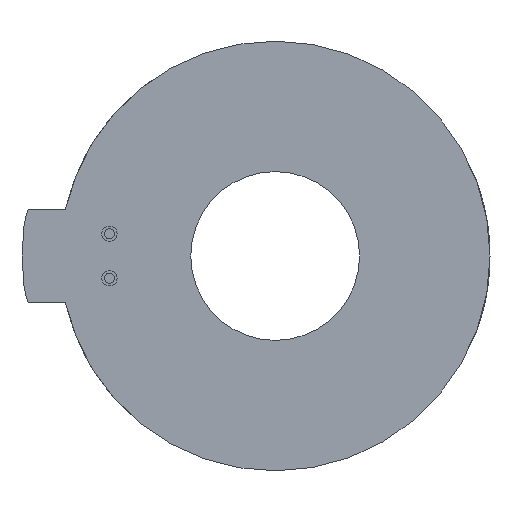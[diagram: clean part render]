
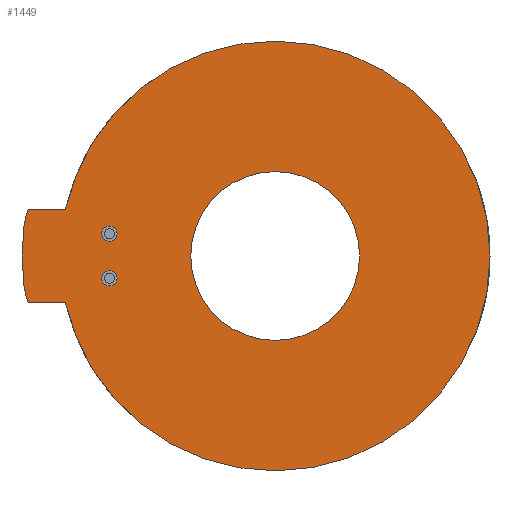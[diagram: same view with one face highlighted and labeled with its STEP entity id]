
A CAD part, front view. The second image highlights one B-rep face of the part: STEP entity #1449.
In plain terms, the highlighted planar face has unit normal (0, -1, 0).
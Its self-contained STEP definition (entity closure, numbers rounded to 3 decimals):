
#70 = CARTESIAN_POINT ( 'NONE',  ( 0., -5.25, 0. ) ) ;
#94 = CARTESIAN_POINT ( 'NONE',  ( 0., -5.25, 0. ) ) ;
#98 = CIRCLE ( 'NONE', #1606, 0.5 ) ;
#213 = PLANE ( 'NONE',  #1477 ) ;
#244 = CARTESIAN_POINT ( 'NONE',  ( -10.805, -5.25, -1.45 ) ) ;
#247 = VERTEX_POINT ( 'NONE', #1204 ) ;
#263 = EDGE_CURVE ( 'NONE', #1257, #735, #436, .T. ) ;
#286 = DIRECTION ( 'NONE',  ( 0., 1., 0. ) ) ;
#305 = DIRECTION ( 'NONE',  ( 0., 1., 0. ) ) ;
#329 = DIRECTION ( 'NONE',  ( 0., 1., 0. ) ) ;
#412 = DIRECTION ( 'NONE',  ( 0., 0., 1. ) ) ;
#436 = CIRCLE ( 'NONE', #2003, 0.5 ) ;
#490 = CARTESIAN_POINT ( 'NONE',  ( 0., -5.25, 0. ) ) ;
#512 = DIRECTION ( 'NONE',  ( 0., 1., 0. ) ) ;
#516 = EDGE_CURVE ( 'NONE', #1406, #247, #1894, .T. ) ;
#531 = DIRECTION ( 'NONE',  ( 0., 0., 1. ) ) ;
#542 = DIRECTION ( 'NONE',  ( 0., 0., 1. ) ) ;
#607 = CARTESIAN_POINT ( 'NONE',  ( -16.5, -5.25, 0. ) ) ;
#655 = CARTESIAN_POINT ( 'NONE',  ( -16.5, -5.25, 3. ) ) ;
#735 = VERTEX_POINT ( 'NONE', #1870 ) ;
#775 = CARTESIAN_POINT ( 'NONE',  ( 0., -5.25, -14. ) ) ;
#789 = CARTESIAN_POINT ( 'NONE',  ( -10.805, -5.25, 1.45 ) ) ;
#796 = CARTESIAN_POINT ( 'NONE',  ( -16.1, -5.25, -3. ) ) ;
#802 = DIRECTION ( 'NONE',  ( 1., 0., 0. ) ) ;
#810 = ORIENTED_EDGE ( 'NONE', *, *, #2760, .T. ) ;
#830 = AXIS2_PLACEMENT_3D ( 'NONE', #244, #1231, #944 ) ;
#835 = ORIENTED_EDGE ( 'NONE', *, *, #516, .T. ) ;
#840 = ORIENTED_EDGE ( 'NONE', *, *, #2753, .F. ) ;
#855 = ORIENTED_EDGE ( 'NONE', *, *, #1311, .F. ) ;
#944 = DIRECTION ( 'NONE',  ( 0., 0., 1. ) ) ;
#951 = DIRECTION ( 'NONE',  ( 0., 1., 0. ) ) ;
#978 = CIRCLE ( 'NONE', #3061, 14. ) ;
#981 = EDGE_CURVE ( 'NONE', #1194, #2770, #1989, .T. ) ;
#991 = EDGE_LOOP ( 'NONE', ( #855, #1116, #1128, #2893, #2328, #1355, #840 ) ) ;
#1006 = CARTESIAN_POINT ( 'NONE',  ( -16.5, -5.25, 0. ) ) ;
#1016 = CARTESIAN_POINT ( 'NONE',  ( -16.1, -5.25, 3. ) ) ;
#1038 = EDGE_LOOP ( 'NONE', ( #810, #835 ) ) ;
#1116 = ORIENTED_EDGE ( 'NONE', *, *, #981, .T. ) ;
#1128 = ORIENTED_EDGE ( 'NONE', *, *, #2129, .F. ) ;
#1131 = CARTESIAN_POINT ( 'NONE',  ( 0., -5.25, -5.5 ) ) ;
#1184 = ORIENTED_EDGE ( 'NONE', *, *, #2937, .T. ) ;
#1194 = VERTEX_POINT ( 'NONE', #1006 ) ;
#1204 = CARTESIAN_POINT ( 'NONE',  ( -10.805, -5.25, -0.95 ) ) ;
#1231 = DIRECTION ( 'NONE',  ( 0., 1., 0. ) ) ;
#1236 = DIRECTION ( 'NONE',  ( 0., 0., 1. ) ) ;
#1257 = VERTEX_POINT ( 'NONE', #1512 ) ;
#1270 = VECTOR ( 'NONE', #1685, 1000. ) ;
#1302 = CIRCLE ( 'NONE', #1798, 14. ) ;
#1311 = EDGE_CURVE ( 'NONE', #1194, #3219, #1952, .T. ) ;
#1319 = CARTESIAN_POINT ( 'NONE',  ( -16.442, -5.25, 2.284 ) ) ;
#1355 = ORIENTED_EDGE ( 'NONE', *, *, #1730, .F. ) ;
#1357 = CARTESIAN_POINT ( 'NONE',  ( -16.442, -5.25, -2.284 ) ) ;
#1378 = CIRCLE ( 'NONE', #2262, 0.5 ) ;
#1406 = VERTEX_POINT ( 'NONE', #2448 ) ;
#1429 = ORIENTED_EDGE ( 'NONE', *, *, #1625, .T. ) ;
#1434 = FACE_BOUND ( 'NONE', #2013, .T. ) ;
#1449 = ADVANCED_FACE ( 'NONE', ( #1434, #3208, #1915, #3049 ), #213, .F. ) ;
#1462 = CIRCLE ( 'NONE', #2603, 5.5 ) ;
#1477 = AXIS2_PLACEMENT_3D ( 'NONE', #3042, #3016, #2751 ) ;
#1504 = EDGE_CURVE ( 'NONE', #2334, #1845, #1302, .T. ) ;
#1512 = CARTESIAN_POINT ( 'NONE',  ( -10.805, -5.25, 0.95 ) ) ;
#1569 = DIRECTION ( 'NONE',  ( 0., 0., 1. ) ) ;
#1571 = VERTEX_POINT ( 'NONE', #2168 ) ;
#1584 = ORIENTED_EDGE ( 'NONE', *, *, #263, .T. ) ;
#1588 = DIRECTION ( 'NONE',  ( 0., 0., 1. ) ) ;
#1606 = AXIS2_PLACEMENT_3D ( 'NONE', #1792, #329, #531 ) ;
#1625 = EDGE_CURVE ( 'NONE', #1940, #2904, #1462, .T. ) ;
#1685 = DIRECTION ( 'NONE',  ( -1., 0., 0. ) ) ;
#1708 = CARTESIAN_POINT ( 'NONE',  ( 0., -5.25, 0. ) ) ;
#1730 = EDGE_CURVE ( 'NONE', #1571, #2334, #978, .T. ) ;
#1792 = CARTESIAN_POINT ( 'NONE',  ( -10.805, -5.25, 1.45 ) ) ;
#1798 = AXIS2_PLACEMENT_3D ( 'NONE', #94, #1837, #1588 ) ;
#1837 = DIRECTION ( 'NONE',  ( 0., 1., 0. ) ) ;
#1845 = VERTEX_POINT ( 'NONE', #775 ) ;
#1848 = CARTESIAN_POINT ( 'NONE',  ( 0., -5.25, 5.5 ) ) ;
#1863 = VECTOR ( 'NONE', #802, 1000. ) ;
#1870 = CARTESIAN_POINT ( 'NONE',  ( -10.805, -5.25, 1.95 ) ) ;
#1894 = CIRCLE ( 'NONE', #830, 0.5 ) ;
#1915 = FACE_BOUND ( 'NONE', #2103, .T. ) ;
#1940 = VERTEX_POINT ( 'NONE', #1848 ) ;
#1952 = B_SPLINE_CURVE_WITH_KNOTS ( 'NONE', 2,
 ( #3090, #1319, #1016 ),
 .UNSPECIFIED., .F., .F.,
 ( 3, 3 ),
 ( 0., 1. ),
 .UNSPECIFIED. ) ;
#1954 = LINE ( 'NONE', #2692, #1270 ) ;
#1986 = CIRCLE ( 'NONE', #2591, 5.5 ) ;
#1989 = B_SPLINE_CURVE_WITH_KNOTS ( 'NONE', 2,
 ( #607, #1357, #796 ),
 .UNSPECIFIED., .F., .F.,
 ( 3, 3 ),
 ( 0., 1. ),
 .UNSPECIFIED. ) ;
#2003 = AXIS2_PLACEMENT_3D ( 'NONE', #789, #305, #3103 ) ;
#2013 = EDGE_LOOP ( 'NONE', ( #1429, #1184 ) ) ;
#2103 = EDGE_LOOP ( 'NONE', ( #3163, #1584 ) ) ;
#2129 = EDGE_CURVE ( 'NONE', #2841, #2770, #1954, .T. ) ;
#2168 = CARTESIAN_POINT ( 'NONE',  ( -13.675, -5.25, 3. ) ) ;
#2169 = EDGE_CURVE ( 'NONE', #1845, #2841, #2592, .T. ) ;
#2195 = CARTESIAN_POINT ( 'NONE',  ( -16.1, -5.25, 3. ) ) ;
#2202 = DIRECTION ( 'NONE',  ( 0., 1., 0. ) ) ;
#2211 = DIRECTION ( 'NONE',  ( 0., 0., 1. ) ) ;
#2262 = AXIS2_PLACEMENT_3D ( 'NONE', #2611, #286, #542 ) ;
#2315 = DIRECTION ( 'NONE',  ( 0., 1., 0. ) ) ;
#2328 = ORIENTED_EDGE ( 'NONE', *, *, #1504, .F. ) ;
#2334 = VERTEX_POINT ( 'NONE', #2955 ) ;
#2448 = CARTESIAN_POINT ( 'NONE',  ( -10.805, -5.25, -1.95 ) ) ;
#2469 = LINE ( 'NONE', #655, #1863 ) ;
#2591 = AXIS2_PLACEMENT_3D ( 'NONE', #2992, #2202, #412 ) ;
#2592 = CIRCLE ( 'NONE', #2660, 14. ) ;
#2603 = AXIS2_PLACEMENT_3D ( 'NONE', #1708, #951, #2211 ) ;
#2611 = CARTESIAN_POINT ( 'NONE',  ( -10.805, -5.25, -1.45 ) ) ;
#2630 = CARTESIAN_POINT ( 'NONE',  ( -13.675, -5.25, -3. ) ) ;
#2660 = AXIS2_PLACEMENT_3D ( 'NONE', #70, #2315, #1569 ) ;
#2692 = CARTESIAN_POINT ( 'NONE',  ( -16.5, -5.25, -3. ) ) ;
#2717 = CARTESIAN_POINT ( 'NONE',  ( -16.1, -5.25, -3. ) ) ;
#2751 = DIRECTION ( 'NONE',  ( 0., 0., 1. ) ) ;
#2753 = EDGE_CURVE ( 'NONE', #3219, #1571, #2469, .T. ) ;
#2760 = EDGE_CURVE ( 'NONE', #247, #1406, #1378, .T. ) ;
#2770 = VERTEX_POINT ( 'NONE', #2717 ) ;
#2795 = EDGE_CURVE ( 'NONE', #735, #1257, #98, .T. ) ;
#2841 = VERTEX_POINT ( 'NONE', #2630 ) ;
#2893 = ORIENTED_EDGE ( 'NONE', *, *, #2169, .F. ) ;
#2904 = VERTEX_POINT ( 'NONE', #1131 ) ;
#2937 = EDGE_CURVE ( 'NONE', #2904, #1940, #1986, .T. ) ;
#2955 = CARTESIAN_POINT ( 'NONE',  ( 0., -5.25, 14. ) ) ;
#2992 = CARTESIAN_POINT ( 'NONE',  ( 0., -5.25, 0. ) ) ;
#3016 = DIRECTION ( 'NONE',  ( 0., 1., 0. ) ) ;
#3042 = CARTESIAN_POINT ( 'NONE',  ( 0., -5.25, 0. ) ) ;
#3049 = FACE_OUTER_BOUND ( 'NONE', #991, .T. ) ;
#3061 = AXIS2_PLACEMENT_3D ( 'NONE', #490, #512, #1236 ) ;
#3090 = CARTESIAN_POINT ( 'NONE',  ( -16.5, -5.25, 0. ) ) ;
#3103 = DIRECTION ( 'NONE',  ( 0., 0., 1. ) ) ;
#3163 = ORIENTED_EDGE ( 'NONE', *, *, #2795, .T. ) ;
#3208 = FACE_BOUND ( 'NONE', #1038, .T. ) ;
#3219 = VERTEX_POINT ( 'NONE', #2195 ) ;
